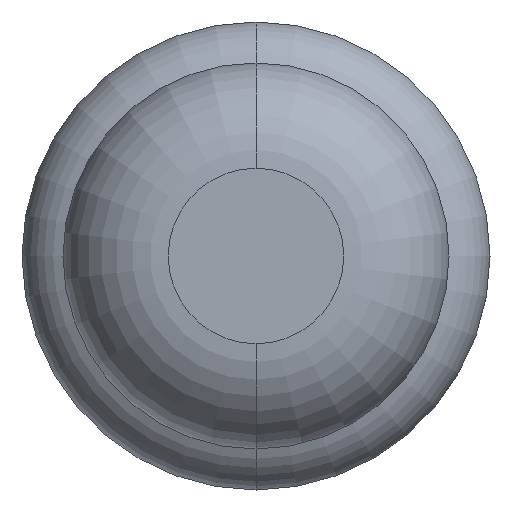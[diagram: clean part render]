
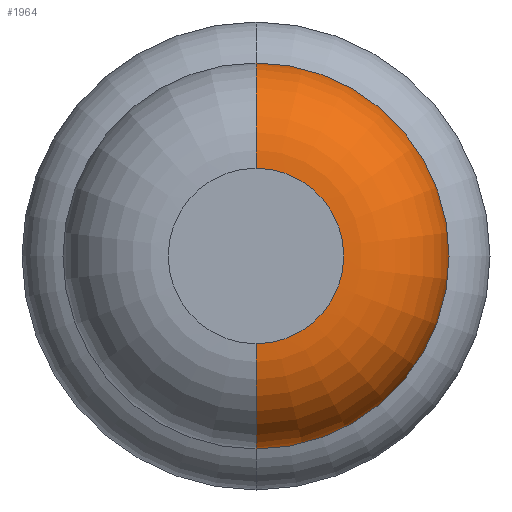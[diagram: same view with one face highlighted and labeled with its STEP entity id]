
A CAD part, front view. The second image highlights one B-rep face of the part: STEP entity #1964.
In plain terms, the highlighted toroidal (fillet/blend) face has major radius 0.375 mm and minor radius 0.45 mm.
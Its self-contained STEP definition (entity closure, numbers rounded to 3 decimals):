
#34 = DIRECTION ( 'NONE',  ( 0., 1., 0. ) ) ;
#83 = CIRCLE ( 'NONE', #2414, 0.45 ) ;
#100 = EDGE_CURVE ( 'NONE', #1226, #3133, #997, .T. ) ;
#184 = DIRECTION ( 'NONE',  ( 0., 0., 1. ) ) ;
#202 = VERTEX_POINT ( 'NONE', #2527 ) ;
#257 = CARTESIAN_POINT ( 'NONE',  ( 0., -28.55, -0.825 ) ) ;
#273 = DIRECTION ( 'NONE',  ( 0., 1., 0. ) ) ;
#296 = ORIENTED_EDGE ( 'NONE', *, *, #2780, .F. ) ;
#523 = EDGE_CURVE ( 'NONE', #202, #1235, #83, .T. ) ;
#572 = DIRECTION ( 'NONE',  ( 1., 0., 0. ) ) ;
#767 = CIRCLE ( 'NONE', #1966, 0.375 ) ;
#949 = CARTESIAN_POINT ( 'NONE',  ( 0., -28.55, 0. ) ) ;
#997 = CIRCLE ( 'NONE', #2180, 0.45 ) ;
#1226 = VERTEX_POINT ( 'NONE', #3038 ) ;
#1235 = VERTEX_POINT ( 'NONE', #257 ) ;
#1418 = CARTESIAN_POINT ( 'NONE',  ( 0., -28.55, 0. ) ) ;
#1460 = FACE_OUTER_BOUND ( 'NONE', #1875, .T. ) ;
#1538 = DIRECTION ( 'NONE',  ( 0., 0., 1. ) ) ;
#1546 = ORIENTED_EDGE ( 'NONE', *, *, #2947, .T. ) ;
#1868 = ORIENTED_EDGE ( 'NONE', *, *, #523, .T. ) ;
#1871 = CARTESIAN_POINT ( 'NONE',  ( 0., -28.55, 0.825 ) ) ;
#1875 = EDGE_LOOP ( 'NONE', ( #1546, #1868, #296, #2652 ) ) ;
#1964 = ADVANCED_FACE ( 'Defeature ausgef�hrt1_2', ( #1460 ), #2125, .T. ) ;
#1966 = AXIS2_PLACEMENT_3D ( 'NONE', #2026, #273, #1538 ) ;
#2026 = CARTESIAN_POINT ( 'NONE',  ( 0., -29., 0. ) ) ;
#2117 = AXIS2_PLACEMENT_3D ( 'NONE', #1418, #34, #2589 ) ;
#2125 = TOROIDAL_SURFACE ( 'NONE', #2117, 0.375, 0.45 ) ;
#2168 = DIRECTION ( 'NONE',  ( 0., 0., 1. ) ) ;
#2180 = AXIS2_PLACEMENT_3D ( 'NONE', #2845, #2430, #2168 ) ;
#2370 = DIRECTION ( 'NONE',  ( 0., 0., -1. ) ) ;
#2414 = AXIS2_PLACEMENT_3D ( 'NONE', #3097, #572, #2370 ) ;
#2430 = DIRECTION ( 'NONE',  ( -1., 0., 0. ) ) ;
#2527 = CARTESIAN_POINT ( 'NONE',  ( 0., -29., -0.375 ) ) ;
#2552 = AXIS2_PLACEMENT_3D ( 'NONE', #949, #3193, #184 ) ;
#2589 = DIRECTION ( 'NONE',  ( 0., 0., 1. ) ) ;
#2652 = ORIENTED_EDGE ( 'NONE', *, *, #100, .F. ) ;
#2780 = EDGE_CURVE ( 'Defeature ausgef�hrt1_3+Defeature ausgef�hrt1_2+Defeature ausgef�hrt1_2+Defeature ausgef�hrt1_2', #3133, #1235, #3062, .T. ) ;
#2845 = CARTESIAN_POINT ( 'NONE',  ( 0., -28.55, 0.375 ) ) ;
#2947 = EDGE_CURVE ( 'Defeature ausgef�hrt1_2+Defeature ausgef�hrt1_1+Defeature ausgef�hrt1_1+Defeature ausgef�hrt1_1', #1226, #202, #767, .T. ) ;
#3038 = CARTESIAN_POINT ( 'NONE',  ( 0., -29., 0.375 ) ) ;
#3062 = CIRCLE ( 'NONE', #2552, 0.825 ) ;
#3097 = CARTESIAN_POINT ( 'NONE',  ( 0., -28.55, -0.375 ) ) ;
#3133 = VERTEX_POINT ( 'NONE', #1871 ) ;
#3193 = DIRECTION ( 'NONE',  ( 0., 1., 0. ) ) ;
